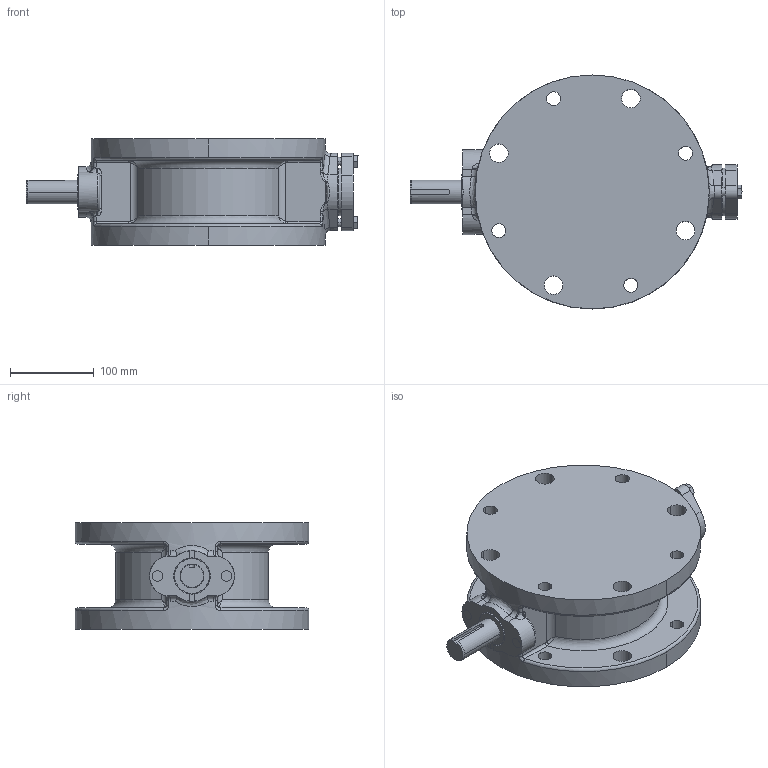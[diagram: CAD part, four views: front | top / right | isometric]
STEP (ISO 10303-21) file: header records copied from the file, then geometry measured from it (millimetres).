
FILE_DESCRIPTION((''),'2;1');
FILE_NAME('A2006_SW0001','2020-08-28T08:53:58',('tomb'),(''),'CREO PARAMETRIC BY PTC INC, 2020053','CREO PARAMETRIC BY PTC INC, 2020053','');
FILE_SCHEMA(('CONFIG_CONTROL_DESIGN'));
Length unit declared in the file: inch
Products named in the file (1): A2006_SW0001
Bounding box: 396.46 x 279.4 x 127 mm (x, y, z)
Volume: 5708819.2 mm3; surface area: 325440.6 mm2
Topology: 1 solids, 1 shells, 253 faces, 627 edges, 384 vertices
Faces by surface type: cylinder 97, plane 63, bspline 62, cone 17, torus 14
Entity records: 12136 total; most frequent: CARTESIAN_POINT 6438, ORIENTED_EDGE 1254, DIRECTION 1077, EDGE_CURVE 627, AXIS2_PLACEMENT_3D 434, VERTEX_POINT 384, EDGE_LOOP 297, FACE_OUTER_BOUND 253
